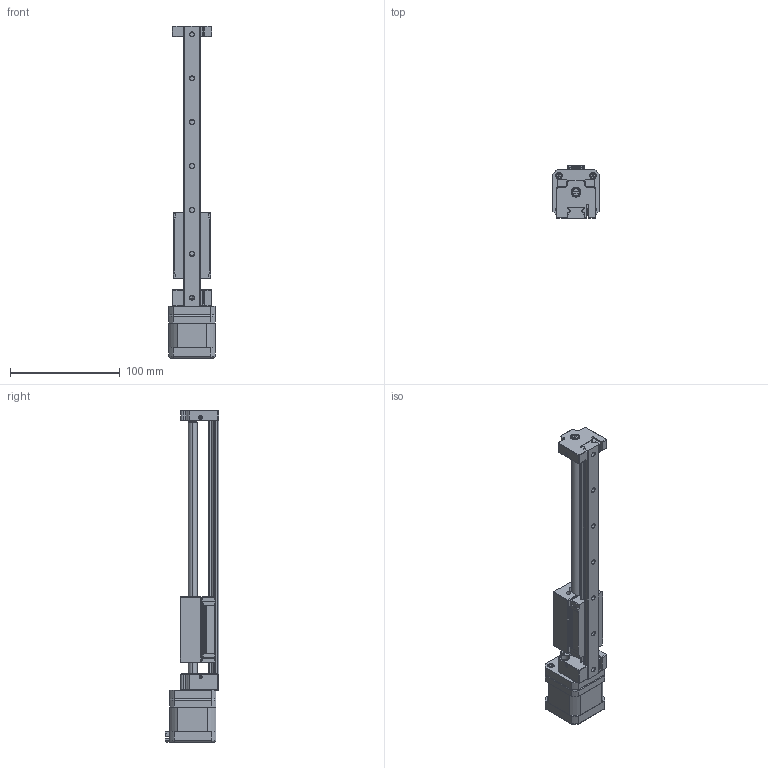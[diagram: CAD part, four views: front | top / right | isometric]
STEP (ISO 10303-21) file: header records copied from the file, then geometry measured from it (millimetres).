
FILE_DESCRIPTION (( 'STEP AP203' ), '1' );
FILE_NAME ('MS42-3A10T-LCG2-150-0.STEP', '2019-01-14T05:22:42', ( '' ), ( '' ), 'SwSTEP 2.0', 'SolidWorks 2014', '' );
FILE_SCHEMA (( 'CONFIG_CONTROL_DESIGN' ));
Length unit declared in the file: millimetre
Products named in the file (1): MS42-3A10T-LCG2-150-0
Bounding box: 42.2 x 48.85 x 302.3 mm (x, y, z)
Surface area: 87025.1 mm2 (no closed solid volume)
Topology: 0 solids, 36 shells, 1738 faces, 4300 edges, 2677 vertices
Faces by surface type: plane 826, cylinder 518, cone 293, torus 61, bspline 32, sphere 8
Entity records: 65237 total; most frequent: CARTESIAN_POINT 23878, DIRECTION 8751, ORIENTED_EDGE 8484, EDGE_CURVE 4250, AXIS2_PLACEMENT_3D 3128, VERTEX_POINT 2677, VECTOR 2495, LINE 2495
